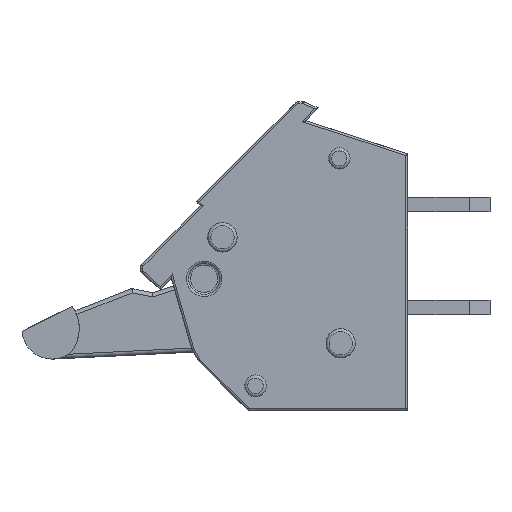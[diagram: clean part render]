
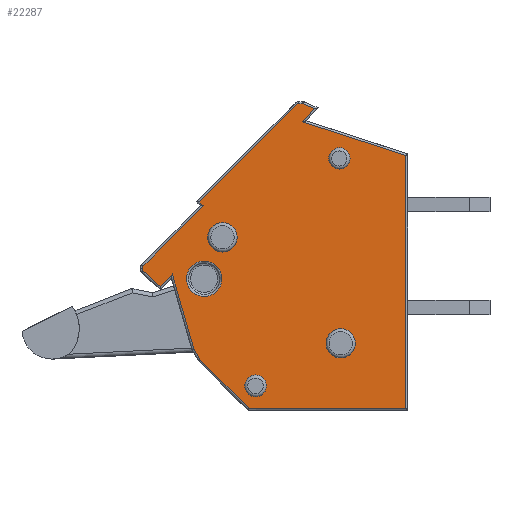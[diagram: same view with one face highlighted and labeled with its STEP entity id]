
A CAD part, left-side view. The second image highlights one B-rep face of the part: STEP entity #22287.
In plain terms, the highlighted planar face has unit normal (-1, 0, 0).
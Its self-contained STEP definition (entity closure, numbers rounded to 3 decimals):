
#137=FACE_BOUND('',#3570,.T.);
#138=FACE_BOUND('',#3571,.T.);
#139=FACE_BOUND('',#3572,.T.);
#140=FACE_BOUND('',#3573,.T.);
#141=FACE_BOUND('',#3574,.T.);
#2242=FACE_OUTER_BOUND('',#3569,.T.);
#3569=EDGE_LOOP('',(#19949,#19950,#19951,#19952,#19953,#19954,#19955,#19956,
#19957,#19958,#19959,#19960,#19961,#19962,#19963,#19964,#19965,#19966,#19967));
#3570=EDGE_LOOP('',(#19968));
#3571=EDGE_LOOP('',(#19969));
#3572=EDGE_LOOP('',(#19970));
#3573=EDGE_LOOP('',(#19971));
#3574=EDGE_LOOP('',(#19972));
#5950=LINE('',#37283,#8336);
#5951=LINE('',#37287,#8337);
#5952=LINE('',#37291,#8338);
#5953=LINE('',#37293,#8339);
#5954=LINE('',#37295,#8340);
#5955=LINE('',#37299,#8341);
#5956=LINE('',#37303,#8342);
#5957=LINE('',#37305,#8343);
#5958=LINE('',#37307,#8344);
#5959=LINE('',#37309,#8345);
#5960=LINE('',#37311,#8346);
#5961=LINE('',#37313,#8347);
#5962=LINE('',#37315,#8348);
#5963=LINE('',#37317,#8349);
#5964=LINE('',#37318,#8350);
#8336=VECTOR('',#30600,10.);
#8337=VECTOR('',#30603,10.);
#8338=VECTOR('',#30606,10.);
#8339=VECTOR('',#30607,10.);
#8340=VECTOR('',#30608,10.);
#8341=VECTOR('',#30611,10.);
#8342=VECTOR('',#30614,10.);
#8343=VECTOR('',#30615,10.);
#8344=VECTOR('',#30616,10.);
#8345=VECTOR('',#30617,10.);
#8346=VECTOR('',#30618,10.);
#8347=VECTOR('',#30619,10.);
#8348=VECTOR('',#30620,10.);
#8349=VECTOR('',#30621,10.);
#8350=VECTOR('',#30622,10.);
#8773=CIRCLE('',#24323,0.861);
#8777=CIRCLE('',#24329,0.15);
#8778=CIRCLE('',#24330,0.15);
#8779=CIRCLE('',#24331,0.15);
#8780=CIRCLE('',#24332,0.15);
#8781=CIRCLE('',#24333,0.715);
#8782=CIRCLE('',#24334,0.531);
#8783=CIRCLE('',#24335,0.518);
#8784=CIRCLE('',#24336,0.71);
#10691=VERTEX_POINT('',#37271);
#10694=VERTEX_POINT('',#37281);
#10695=VERTEX_POINT('',#37282);
#10696=VERTEX_POINT('',#37284);
#10697=VERTEX_POINT('',#37286);
#10698=VERTEX_POINT('',#37288);
#10699=VERTEX_POINT('',#37290);
#10700=VERTEX_POINT('',#37292);
#10701=VERTEX_POINT('',#37294);
#10702=VERTEX_POINT('',#37296);
#10703=VERTEX_POINT('',#37298);
#10704=VERTEX_POINT('',#37300);
#10705=VERTEX_POINT('',#37302);
#10706=VERTEX_POINT('',#37304);
#10707=VERTEX_POINT('',#37306);
#10708=VERTEX_POINT('',#37308);
#10709=VERTEX_POINT('',#37310);
#10710=VERTEX_POINT('',#37312);
#10711=VERTEX_POINT('',#37314);
#10712=VERTEX_POINT('',#37316);
#10713=VERTEX_POINT('',#37319);
#10714=VERTEX_POINT('',#37321);
#10715=VERTEX_POINT('',#37323);
#10716=VERTEX_POINT('',#37325);
#13785=EDGE_CURVE('',#10691,#10691,#8773,.T.);
#13790=EDGE_CURVE('',#10694,#10695,#5950,.T.);
#13791=EDGE_CURVE('',#10696,#10694,#8777,.T.);
#13792=EDGE_CURVE('',#10697,#10696,#5951,.T.);
#13793=EDGE_CURVE('',#10698,#10697,#8778,.T.);
#13794=EDGE_CURVE('',#10699,#10698,#5952,.T.);
#13795=EDGE_CURVE('',#10700,#10699,#5953,.T.);
#13796=EDGE_CURVE('',#10701,#10700,#5954,.T.);
#13797=EDGE_CURVE('',#10702,#10701,#8779,.T.);
#13798=EDGE_CURVE('',#10703,#10702,#5955,.T.);
#13799=EDGE_CURVE('',#10704,#10703,#8780,.T.);
#13800=EDGE_CURVE('',#10705,#10704,#5956,.T.);
#13801=EDGE_CURVE('',#10706,#10705,#5957,.T.);
#13802=EDGE_CURVE('',#10707,#10706,#5958,.T.);
#13803=EDGE_CURVE('',#10708,#10707,#5959,.T.);
#13804=EDGE_CURVE('',#10709,#10708,#5960,.T.);
#13805=EDGE_CURVE('',#10710,#10709,#5961,.T.);
#13806=EDGE_CURVE('',#10711,#10710,#5962,.T.);
#13807=EDGE_CURVE('',#10712,#10711,#5963,.T.);
#13808=EDGE_CURVE('',#10695,#10712,#5964,.T.);
#13809=EDGE_CURVE('',#10713,#10713,#8781,.T.);
#13810=EDGE_CURVE('',#10714,#10714,#8782,.T.);
#13811=EDGE_CURVE('',#10715,#10715,#8783,.T.);
#13812=EDGE_CURVE('',#10716,#10716,#8784,.T.);
#19949=ORIENTED_EDGE('',*,*,#13790,.F.);
#19950=ORIENTED_EDGE('',*,*,#13791,.F.);
#19951=ORIENTED_EDGE('',*,*,#13792,.F.);
#19952=ORIENTED_EDGE('',*,*,#13793,.F.);
#19953=ORIENTED_EDGE('',*,*,#13794,.F.);
#19954=ORIENTED_EDGE('',*,*,#13795,.F.);
#19955=ORIENTED_EDGE('',*,*,#13796,.F.);
#19956=ORIENTED_EDGE('',*,*,#13797,.F.);
#19957=ORIENTED_EDGE('',*,*,#13798,.F.);
#19958=ORIENTED_EDGE('',*,*,#13799,.F.);
#19959=ORIENTED_EDGE('',*,*,#13800,.F.);
#19960=ORIENTED_EDGE('',*,*,#13801,.F.);
#19961=ORIENTED_EDGE('',*,*,#13802,.F.);
#19962=ORIENTED_EDGE('',*,*,#13803,.F.);
#19963=ORIENTED_EDGE('',*,*,#13804,.F.);
#19964=ORIENTED_EDGE('',*,*,#13805,.F.);
#19965=ORIENTED_EDGE('',*,*,#13806,.F.);
#19966=ORIENTED_EDGE('',*,*,#13807,.F.);
#19967=ORIENTED_EDGE('',*,*,#13808,.F.);
#19968=ORIENTED_EDGE('',*,*,#13809,.T.);
#19969=ORIENTED_EDGE('',*,*,#13810,.T.);
#19970=ORIENTED_EDGE('',*,*,#13811,.T.);
#19971=ORIENTED_EDGE('',*,*,#13812,.T.);
#19972=ORIENTED_EDGE('',*,*,#13785,.F.);
#21027=PLANE('',#24328);
#22287=ADVANCED_FACE('',(#2242,#137,#138,#139,#140,#141),#21027,.T.);
#24323=AXIS2_PLACEMENT_3D('',#37272,#30587,#30588);
#24328=AXIS2_PLACEMENT_3D('',#37280,#30598,#30599);
#24329=AXIS2_PLACEMENT_3D('',#37285,#30601,#30602);
#24330=AXIS2_PLACEMENT_3D('',#37289,#30604,#30605);
#24331=AXIS2_PLACEMENT_3D('',#37297,#30609,#30610);
#24332=AXIS2_PLACEMENT_3D('',#37301,#30612,#30613);
#24333=AXIS2_PLACEMENT_3D('',#37320,#30623,#30624);
#24334=AXIS2_PLACEMENT_3D('',#37322,#30625,#30626);
#24335=AXIS2_PLACEMENT_3D('',#37324,#30627,#30628);
#24336=AXIS2_PLACEMENT_3D('',#37326,#30629,#30630);
#30587=DIRECTION('center_axis',(-1.,0.,0.));
#30588=DIRECTION('ref_axis',(0.,0.,-1.));
#30598=DIRECTION('center_axis',(-1.,0.,0.));
#30599=DIRECTION('ref_axis',(0.,0.,1.));
#30600=DIRECTION('',(0.,-0.924,-0.383));
#30601=DIRECTION('center_axis',(1.,0.,0.));
#30602=DIRECTION('ref_axis',(0.,-0.195,0.981));
#30603=DIRECTION('',(0.,-1.,0.));
#30604=DIRECTION('center_axis',(1.,0.,0.));
#30605=DIRECTION('ref_axis',(0.,0.383,0.924));
#30606=DIRECTION('',(0.,-0.706,0.708));
#30607=DIRECTION('',(0.,0.708,0.706));
#30608=DIRECTION('',(0.,-0.706,0.708));
#30609=DIRECTION('center_axis',(1.,0.,0.));
#30610=DIRECTION('ref_axis',(0.,0.924,0.382));
#30611=DIRECTION('',(0.,0.,1.));
#30612=DIRECTION('center_axis',(1.,0.,0.));
#30613=DIRECTION('ref_axis',(0.,0.915,-0.403));
#30614=DIRECTION('',(0.,0.737,0.676));
#30615=DIRECTION('',(0.,0.676,-0.737));
#30616=DIRECTION('',(0.,0.278,0.96));
#30617=DIRECTION('',(0.,0.504,0.864));
#30618=DIRECTION('',(0.,0.708,0.706));
#30619=DIRECTION('',(0.,1.,0.));
#30620=DIRECTION('',(0.,0.,-1.));
#30621=DIRECTION('',(0.,-0.951,-0.309));
#30622=DIRECTION('',(0.,0.676,-0.737));
#30623=DIRECTION('center_axis',(1.,0.,0.));
#30624=DIRECTION('ref_axis',(0.,0.,-1.));
#30625=DIRECTION('center_axis',(1.,0.,0.));
#30626=DIRECTION('ref_axis',(0.,0.,-1.));
#30627=DIRECTION('center_axis',(1.,0.,0.));
#30628=DIRECTION('ref_axis',(0.,0.,-1.));
#30629=DIRECTION('center_axis',(1.,0.,0.));
#30630=DIRECTION('ref_axis',(0.,0.,-1.));
#37271=CARTESIAN_POINT('',(-3.45,9.882,-0.244));
#37272=CARTESIAN_POINT('Origin',(-3.45,9.882,-1.105));
#37280=CARTESIAN_POINT('Origin',(-3.45,0.252,-1.222));
#37281=CARTESIAN_POINT('',(-3.45,5.062,7.389));
#37282=CARTESIAN_POINT('',(-3.45,4.514,7.161));
#37283=CARTESIAN_POINT('',(-3.45,1.146,5.763));
#37284=CARTESIAN_POINT('',(-3.45,5.119,7.4));
#37285=CARTESIAN_POINT('Origin',(-3.45,5.119,7.25));
#37286=CARTESIAN_POINT('',(-3.45,5.289,7.4));
#37287=CARTESIAN_POINT('',(-3.45,2.686,7.4));
#37288=CARTESIAN_POINT('',(-3.45,5.396,7.356));
#37289=CARTESIAN_POINT('Origin',(-3.45,5.289,7.25));
#37290=CARTESIAN_POINT('',(-3.45,10.113,2.627));
#37291=CARTESIAN_POINT('',(-3.45,6.257,6.492));
#37292=CARTESIAN_POINT('',(-3.45,9.93,2.444));
#37293=CARTESIAN_POINT('',(-3.45,6.715,-0.763));
#37294=CARTESIAN_POINT('',(-3.45,12.856,-0.489));
#37295=CARTESIAN_POINT('',(-3.45,8.468,3.91));
#37296=CARTESIAN_POINT('',(-3.45,12.9,-0.595));
#37297=CARTESIAN_POINT('Origin',(-3.45,12.75,-0.595));
#37298=CARTESIAN_POINT('',(-3.45,12.9,-0.623));
#37299=CARTESIAN_POINT('',(-3.45,12.9,-0.908));
#37300=CARTESIAN_POINT('',(-3.45,12.851,-0.733));
#37301=CARTESIAN_POINT('Origin',(-3.45,12.75,-0.623));
#37302=CARTESIAN_POINT('',(-3.45,12.013,-1.502));
#37303=CARTESIAN_POINT('',(-3.45,9.306,-3.983));
#37304=CARTESIAN_POINT('',(-3.45,11.436,-0.872));
#37305=CARTESIAN_POINT('',(-3.45,9.292,1.467));
#37306=CARTESIAN_POINT('',(-3.45,10.375,-4.532));
#37307=CARTESIAN_POINT('',(-3.45,10.931,-2.614));
#37308=CARTESIAN_POINT('',(-3.45,10.088,-5.023));
#37309=CARTESIAN_POINT('',(-3.45,9.812,-5.495));
#37310=CARTESIAN_POINT('',(-3.45,7.705,-7.4));
#37311=CARTESIAN_POINT('',(-3.45,8.578,-6.53));
#37312=CARTESIAN_POINT('',(-3.45,0.1,-7.4));
#37313=CARTESIAN_POINT('',(-3.45,0.376,-7.4));
#37314=CARTESIAN_POINT('',(-3.45,0.1,4.89));
#37315=CARTESIAN_POINT('',(-3.45,0.1,-4.361));
#37316=CARTESIAN_POINT('',(-3.45,5.104,6.518));
#37317=CARTESIAN_POINT('',(-3.45,-0.765,4.608));
#37318=CARTESIAN_POINT('',(-3.45,5.871,5.681));
#37319=CARTESIAN_POINT('',(-3.45,8.994,1.625));
#37320=CARTESIAN_POINT('Origin',(-3.45,8.994,0.909));
#37321=CARTESIAN_POINT('',(-3.45,7.388,-5.78));
#37322=CARTESIAN_POINT('Origin',(-3.45,7.388,-6.311));
#37323=CARTESIAN_POINT('',(-3.45,3.316,5.256));
#37324=CARTESIAN_POINT('Origin',(-3.45,3.316,4.738));
#37325=CARTESIAN_POINT('',(-3.45,3.252,-3.532));
#37326=CARTESIAN_POINT('Origin',(-3.45,3.252,-4.242));
